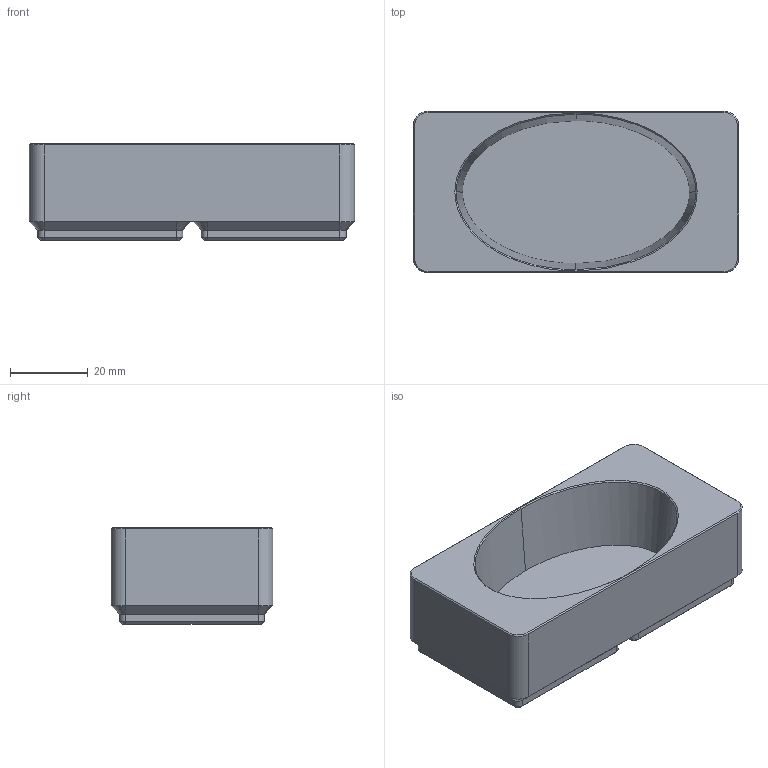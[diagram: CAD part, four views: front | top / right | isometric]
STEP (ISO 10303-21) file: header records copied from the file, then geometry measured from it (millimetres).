
FILE_DESCRIPTION(('Open CASCADE Model'),'2;1');
FILE_NAME('Open CASCADE Shape Model','2023-01-01T10:34:39',('Author'),( 'Open CASCADE'),'Open CASCADE STEP processor 7.5','Open CASCADE 7.5' ,'Unknown');
FILE_SCHEMA(('AUTOMOTIVE_DESIGN { 1 0 10303 214 1 1 1 1 }'));
Length unit declared in the file: millimetre
Products named in the file (1): Open CASCADE STEP translator 7.5 32
Bounding box: 83.5 x 41.5 x 24.8 mm (x, y, z)
Volume: 48065.6 mm3; surface area: 15776 mm2
Topology: 1 solids, 1 shells, 149 faces, 348 edges, 212 vertices
Faces by surface type: plane 93, cylinder 28, cone 20, bspline 8
Full cylindrical faces by diameter (mm): 3 x8, 6.5 x8
Entity records: 8936 total; most frequent: CARTESIAN_POINT 2046, DIRECTION 1248, ORIENTED_EDGE 696, PCURVE 696, DEFINITIONAL_REPRESENTATION 696, LINE 624, VECTOR 624, EDGE_CURVE 348
